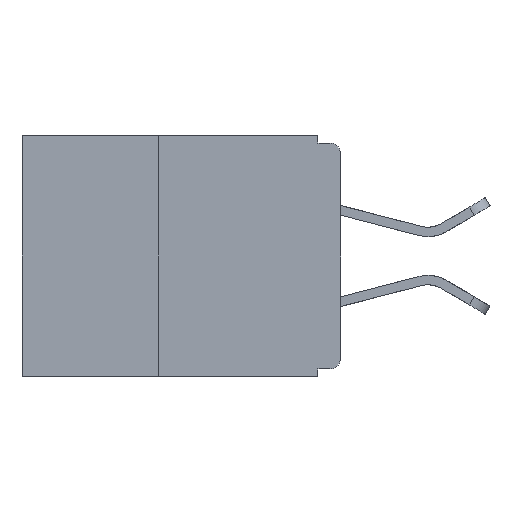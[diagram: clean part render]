
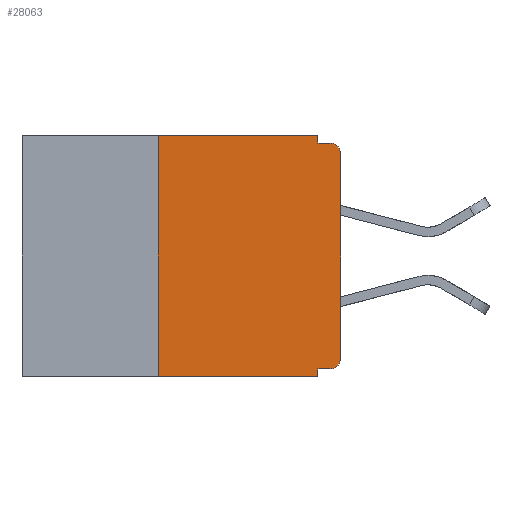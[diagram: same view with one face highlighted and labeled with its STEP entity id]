
A CAD part, left-side view. The second image highlights one B-rep face of the part: STEP entity #28063.
In plain terms, the highlighted planar face has unit normal (-1, 0, 0).
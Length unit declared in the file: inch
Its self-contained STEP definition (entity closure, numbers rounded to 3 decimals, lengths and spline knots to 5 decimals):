
#442 = EDGE_CURVE ( 'NONE', #1593, #4719, #14446, .T. ) ;
#853 = EDGE_CURVE ( 'NONE', #10977, #7439, #9152, .T. ) ;
#1067 = DIRECTION ( 'NONE',  ( 0., 1., 0. ) ) ;
#1388 = VERTEX_POINT ( 'NONE', #16336 ) ;
#1593 = VERTEX_POINT ( 'NONE', #12021 ) ;
#2267 = VERTEX_POINT ( 'NONE', #6963 ) ;
#3241 = VECTOR ( 'NONE', #19966, 39.37008 ) ;
#3330 = VECTOR ( 'NONE', #4955, 39.37008 ) ;
#3381 = CARTESIAN_POINT ( 'NONE',  ( 0., 0.437, 0. ) ) ;
#4719 = VERTEX_POINT ( 'NONE', #5610 ) ;
#4955 = DIRECTION ( 'NONE',  ( 0., 0., -1. ) ) ;
#5158 = CARTESIAN_POINT ( 'NONE',  ( 0., 0.015, -0.025 ) ) ;
#5531 = ORIENTED_EDGE ( 'NONE', *, *, #442, .F. ) ;
#5535 = DIRECTION ( 'NONE',  ( -1., 0., 0. ) ) ;
#5610 = CARTESIAN_POINT ( 'NONE',  ( 0., 0.015, -0.01 ) ) ;
#5727 = PLANE ( 'NONE',  #6944 ) ;
#6515 = ORIENTED_EDGE ( 'NONE', *, *, #16633, .T. ) ;
#6944 = AXIS2_PLACEMENT_3D ( 'NONE', #3381, #21307, #7933 ) ;
#6963 = CARTESIAN_POINT ( 'NONE',  ( 0., 0., -0.305 ) ) ;
#7364 = DIRECTION ( 'NONE',  ( 0., 0., -1. ) ) ;
#7439 = VERTEX_POINT ( 'NONE', #7758 ) ;
#7758 = CARTESIAN_POINT ( 'NONE',  ( 0., 0.031, -0.33 ) ) ;
#7784 = VECTOR ( 'NONE', #8492, 39.37008 ) ;
#7808 = LINE ( 'NONE', #16696, #13750 ) ;
#7932 = ORIENTED_EDGE ( 'NONE', *, *, #24198, .F. ) ;
#7933 = DIRECTION ( 'NONE',  ( 0., 0., -1. ) ) ;
#8492 = DIRECTION ( 'NONE',  ( 0., -1., 0. ) ) ;
#8788 = VERTEX_POINT ( 'NONE', #8837 ) ;
#8837 = CARTESIAN_POINT ( 'NONE',  ( 0., 0.015, -0.32 ) ) ;
#9152 = LINE ( 'NONE', #18202, #3241 ) ;
#9593 = EDGE_CURVE ( 'NONE', #1388, #1593, #26904, .T. ) ;
#9740 = CARTESIAN_POINT ( 'NONE',  ( 0., 0.437, 0. ) ) ;
#9896 = FACE_OUTER_BOUND ( 'NONE', #17843, .T. ) ;
#10335 = LINE ( 'NONE', #11580, #21457 ) ;
#10416 = VERTEX_POINT ( 'NONE', #12226 ) ;
#10977 = VERTEX_POINT ( 'NONE', #17147 ) ;
#11357 = CIRCLE ( 'NONE', #17638, 0.015 ) ;
#11544 = LINE ( 'NONE', #9740, #22648 ) ;
#11580 = CARTESIAN_POINT ( 'NONE',  ( 0., 0., 0. ) ) ;
#11644 = VERTEX_POINT ( 'NONE', #25975 ) ;
#11981 = DIRECTION ( 'NONE',  ( 0., -1., 0. ) ) ;
#12021 = CARTESIAN_POINT ( 'NONE',  ( 0., 0.031, -0.01 ) ) ;
#12226 = CARTESIAN_POINT ( 'NONE',  ( 0., 0., -0.025 ) ) ;
#13442 = CIRCLE ( 'NONE', #16271, 0.015 ) ;
#13750 = VECTOR ( 'NONE', #1067, 39.37008 ) ;
#13918 = VERTEX_POINT ( 'NONE', #18963 ) ;
#13995 = EDGE_CURVE ( 'NONE', #13918, #7439, #26010, .T. ) ;
#14276 = VECTOR ( 'NONE', #25799, 39.37008 ) ;
#14282 = ORIENTED_EDGE ( 'NONE', *, *, #13995, .F. ) ;
#14446 = LINE ( 'NONE', #24015, #7784 ) ;
#14719 = DIRECTION ( 'NONE',  ( 0., 0., 1. ) ) ;
#15229 = EDGE_CURVE ( 'NONE', #10977, #11644, #27922, .T. ) ;
#16271 = AXIS2_PLACEMENT_3D ( 'NONE', #18857, #5535, #21091 ) ;
#16336 = CARTESIAN_POINT ( 'NONE',  ( 0., 0.031, 0. ) ) ;
#16633 = EDGE_CURVE ( 'NONE', #10416, #4719, #11357, .T. ) ;
#16696 = CARTESIAN_POINT ( 'NONE',  ( 0., 0., -0.32 ) ) ;
#17147 = CARTESIAN_POINT ( 'NONE',  ( 0., 0.25, -0.33 ) ) ;
#17638 = AXIS2_PLACEMENT_3D ( 'NONE', #5158, #20724, #7364 ) ;
#17843 = EDGE_LOOP ( 'NONE', ( #18730, #6515, #5531, #22929, #7932, #28296, #19489, #14282, #20191, #21559 ) ) ;
#18202 = CARTESIAN_POINT ( 'NONE',  ( 0., 0.437, -0.33 ) ) ;
#18730 = ORIENTED_EDGE ( 'NONE', *, *, #22872, .T. ) ;
#18857 = CARTESIAN_POINT ( 'NONE',  ( 0., 0.015, -0.305 ) ) ;
#18963 = CARTESIAN_POINT ( 'NONE',  ( 0., 0.031, -0.32 ) ) ;
#19489 = ORIENTED_EDGE ( 'NONE', *, *, #853, .T. ) ;
#19966 = DIRECTION ( 'NONE',  ( 0., -1., 0. ) ) ;
#20191 = ORIENTED_EDGE ( 'NONE', *, *, #27361, .F. ) ;
#20524 = CARTESIAN_POINT ( 'NONE',  ( 0., 0.031, 0. ) ) ;
#20724 = DIRECTION ( 'NONE',  ( -1., 0., 0. ) ) ;
#21091 = DIRECTION ( 'NONE',  ( 0., 0., -1. ) ) ;
#21307 = DIRECTION ( 'NONE',  ( 1., 0., 0. ) ) ;
#21457 = VECTOR ( 'NONE', #24869, 39.37008 ) ;
#21559 = ORIENTED_EDGE ( 'NONE', *, *, #26663, .T. ) ;
#22648 = VECTOR ( 'NONE', #11981, 39.37008 ) ;
#22872 = EDGE_CURVE ( 'NONE', #2267, #10416, #10335, .T. ) ;
#22929 = ORIENTED_EDGE ( 'NONE', *, *, #9593, .F. ) ;
#24015 = CARTESIAN_POINT ( 'NONE',  ( 0., 0., -0.01 ) ) ;
#24198 = EDGE_CURVE ( 'NONE', #11644, #1388, #11544, .T. ) ;
#24869 = DIRECTION ( 'NONE',  ( 0., 0., 1. ) ) ;
#25799 = DIRECTION ( 'NONE',  ( 0., 0., -1. ) ) ;
#25975 = CARTESIAN_POINT ( 'NONE',  ( 0., 0.25, 0. ) ) ;
#26010 = LINE ( 'NONE', #27928, #14276 ) ;
#26663 = EDGE_CURVE ( 'NONE', #8788, #2267, #13442, .T. ) ;
#26904 = LINE ( 'NONE', #20524, #3330 ) ;
#27361 = EDGE_CURVE ( 'NONE', #8788, #13918, #7808, .T. ) ;
#27855 = CARTESIAN_POINT ( 'NONE',  ( 0., 0.25, -0.33 ) ) ;
#27922 = LINE ( 'NONE', #27855, #28552 ) ;
#27928 = CARTESIAN_POINT ( 'NONE',  ( 0., 0.031, -0.33 ) ) ;
#28063 = ADVANCED_FACE ( 'NONE', ( #9896 ), #5727, .F. ) ;
#28296 = ORIENTED_EDGE ( 'NONE', *, *, #15229, .F. ) ;
#28552 = VECTOR ( 'NONE', #14719, 39.37008 ) ;
